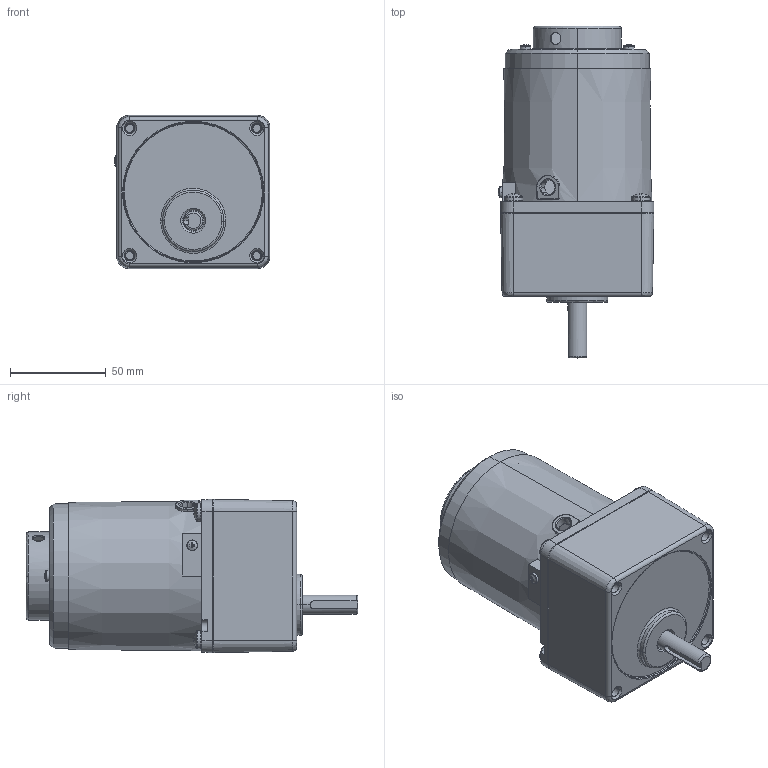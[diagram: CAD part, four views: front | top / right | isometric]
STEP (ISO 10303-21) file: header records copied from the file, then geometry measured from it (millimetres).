
FILE_DESCRIPTION (( 'STEP AP203' ), '1' );
FILE_NAME ('4ik25rgn-c-4gn3k-200k.STEP', '2015-12-10T05:40:15', ( '微软用户' ), ( '微软中国' ), 'SwSTEP 2.0', 'SolidWorks 2009', '' );
FILE_SCHEMA (( 'CONFIG_CONTROL_DESIGN' ));
Length unit declared in the file: millimetre
Products named in the file (13): PRT0125; PRT0131; PRT0126; PRT0124; 4ik25rgn-c-4gn3k-200k; ASM0026_ASM; PRT0129; PRT0128; PRT0127; 4IK25RGN-C-4GN3K-200K_ASM_1_AF0_ASM; 4IK25RGN-C_5_AF0; PRT0130; PRT0123
Assembly tree (12 placements, depth 4):
  4ik25rgn-c-4gn3k-200k
    ASM0026_ASM
      PRT0128
      PRT0125
      PRT0129
      PRT0123
      PRT0126
      PRT0124
      4IK25RGN-C-4GN3K-200K_ASM_1_AF0_ASM
        4IK25RGN-C_5_AF0
      PRT0130
      PRT0127
    PRT0131
Bounding box: 81.32 x 173.25 x 80 mm (x, y, z)
Volume: 402020.8 mm3; surface area: 99334.9 mm2
Topology: 10 solids, 10 shells, 1325 faces, 2890 edges, 1596 vertices
Faces by surface type: cone 668, cylinder 371, plane 208, bspline 78
Entity records: 39320 total; most frequent: CARTESIAN_POINT 9337, DIRECTION 6449, ORIENTED_EDGE 5706, EDGE_CURVE 2853, AXIS2_PLACEMENT_3D 2592, VERTEX_POINT 1596, EDGE_LOOP 1393, CIRCLE 1328
